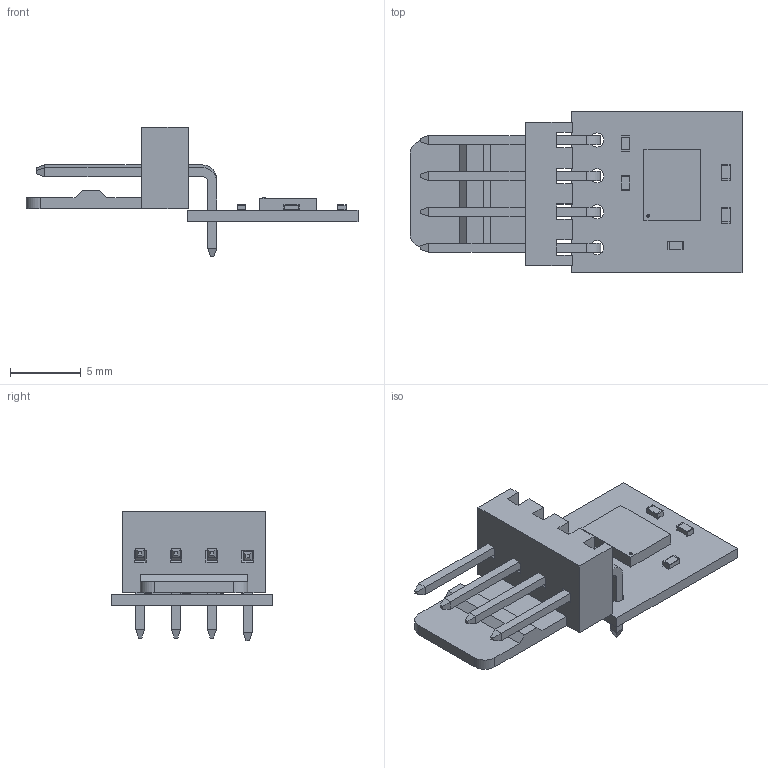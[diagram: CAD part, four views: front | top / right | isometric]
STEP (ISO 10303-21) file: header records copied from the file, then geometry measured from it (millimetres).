
FILE_DESCRIPTION(('Open CASCADE Model'),'2;1');
FILE_NAME('Open CASCADE Shape Model','2017-02-12T08:10:55',('Author'),( 'Open CASCADE'),'Open CASCADE STEP processor 6.8','Open CASCADE 6.8' ,'Unknown');
FILE_SCHEMA(('AUTOMOTIVE_DESIGN { 1 0 10303 214 1 1 1 1 }'));
Length unit declared in the file: millimetre
Products named in the file (28): PCB; Board; J1; 61900411021; 6190xx1xx21_PIN; 04; R1; 947163904; Mid_Body; Terminal; Open_CASCADE_STEP_translator_6.8_4.2.1; Mark; R2; 960346896; R3; R4; 960349200; R5; U1; User_Library-LGA28
Assembly tree (35 placements, depth 5):
  PCB
    Board
    J1
      61900411021
        6190xx1xx21_PIN  x4
        04
    R1
      947163904
        Mid_Body
        Terminal  x2
          Open_CASCADE_STEP_translator_6.8_4.2.1
        Mark
    R2
      960346896
        Mid_Body
        Terminal  x2
          Open_CASCADE_STEP_translator_6.8_4.2.1
        Mark
    R3
      960346896
        Mid_Body
        Terminal  x2
          Open_CASCADE_STEP_translator_6.8_4.2.1
        Mark
    R4
      960349200
        Mid_Body
        Terminal  x2
          Open_CASCADE_STEP_translator_6.8_4.2.1
        Mark
    R5
      947163904
        Mid_Body
        Terminal  x2
          Open_CASCADE_STEP_translator_6.8_4.2.1
        Mark
    U1
      User_Library-LGA28
Bounding box: 23.53 x 11.43 x 9.2 mm (x, y, z)
Volume: 369.4 mm3; surface area: 1035.6 mm2
Topology: 27 solids, 27 shells, 497 faces, 1168 edges, 762 vertices
Faces by surface type: plane 479, cylinder 16, revolution 2
Full cylindrical faces by diameter (mm): 1 x4
Entity records: 23935 total; most frequent: CARTESIAN_POINT 4233, DIRECTION 3252, LINE 2420, VECTOR 2420, ORIENTED_EDGE 1664, PCURVE 1664, DEFINITIONAL_REPRESENTATION 1664, EDGE_CURVE 832
